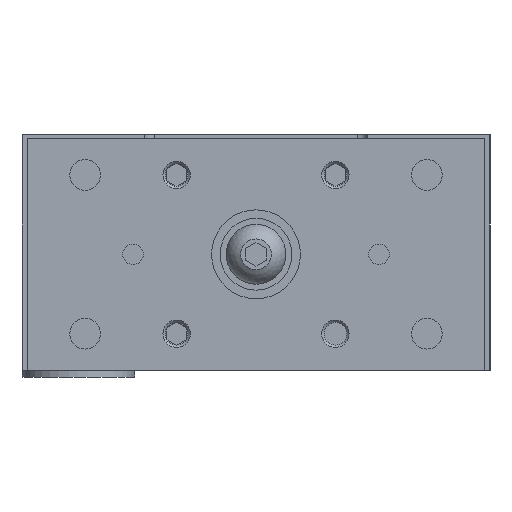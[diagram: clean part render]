
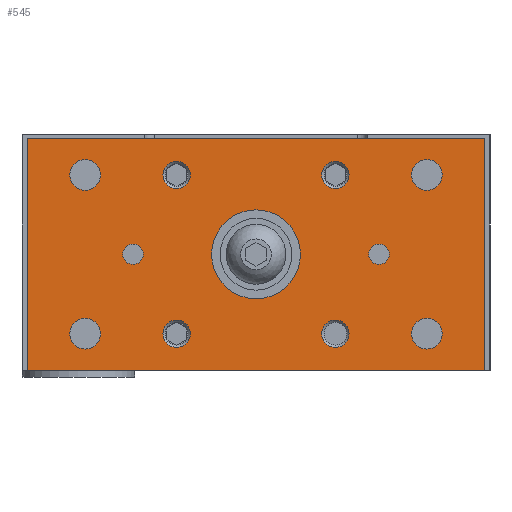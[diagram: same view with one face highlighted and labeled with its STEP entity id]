
A CAD part, left-side view. The second image highlights one B-rep face of the part: STEP entity #545.
In plain terms, the highlighted planar face has unit normal (-1, 0, 0).
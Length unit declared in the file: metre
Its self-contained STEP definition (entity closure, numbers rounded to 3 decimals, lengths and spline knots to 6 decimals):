
#545 = ADVANCED_FACE( '', ( #1438, #1439, #1440, #1441, #1442, #1443, #1444, #1445, #1446, #1447, #1448, #1449 ), #1450, .T. );
#1438 = FACE_OUTER_BOUND( '', #2905, .T. );
#1439 = FACE_BOUND( '', #2906, .T. );
#1440 = FACE_BOUND( '', #2907, .T. );
#1441 = FACE_BOUND( '', #2908, .T. );
#1442 = FACE_BOUND( '', #2909, .T. );
#1443 = FACE_BOUND( '', #2910, .T. );
#1444 = FACE_BOUND( '', #2911, .T. );
#1445 = FACE_BOUND( '', #2912, .T. );
#1446 = FACE_BOUND( '', #2913, .T. );
#1447 = FACE_BOUND( '', #2914, .T. );
#1448 = FACE_BOUND( '', #2915, .T. );
#1449 = FACE_BOUND( '', #2916, .T. );
#1450 = PLANE( '', #2917 );
#2905 = EDGE_LOOP( '', ( #4603, #4604, #4605, #4606 ) );
#2906 = EDGE_LOOP( '', ( #4607 ) );
#2907 = EDGE_LOOP( '', ( #4608 ) );
#2908 = EDGE_LOOP( '', ( #4609 ) );
#2909 = EDGE_LOOP( '', ( #4610 ) );
#2910 = EDGE_LOOP( '', ( #4611 ) );
#2911 = EDGE_LOOP( '', ( #4612 ) );
#2912 = EDGE_LOOP( '', ( #4613 ) );
#2913 = EDGE_LOOP( '', ( #4614 ) );
#2914 = EDGE_LOOP( '', ( #4615 ) );
#2915 = EDGE_LOOP( '', ( #4616 ) );
#2916 = EDGE_LOOP( '', ( #4617 ) );
#2917 = AXIS2_PLACEMENT_3D( '', #4618, #4619, #4620 );
#4603 = ORIENTED_EDGE( '', *, *, #7220, .T. );
#4604 = ORIENTED_EDGE( '', *, *, #7221, .T. );
#4605 = ORIENTED_EDGE( '', *, *, #7222, .T. );
#4606 = ORIENTED_EDGE( '', *, *, #7223, .T. );
#4607 = ORIENTED_EDGE( '', *, *, #7224, .T. );
#4608 = ORIENTED_EDGE( '', *, *, #7225, .F. );
#4609 = ORIENTED_EDGE( '', *, *, #7226, .F. );
#4610 = ORIENTED_EDGE( '', *, *, #7178, .T. );
#4611 = ORIENTED_EDGE( '', *, *, #7115, .T. );
#4612 = ORIENTED_EDGE( '', *, *, #7227, .F. );
#4613 = ORIENTED_EDGE( '', *, *, #7217, .T. );
#4614 = ORIENTED_EDGE( '', *, *, #7228, .F. );
#4615 = ORIENTED_EDGE( '', *, *, #7229, .F. );
#4616 = ORIENTED_EDGE( '', *, *, #7230, .T. );
#4617 = ORIENTED_EDGE( '', *, *, #7231, .T. );
#4618 = CARTESIAN_POINT( '', ( -0.027, -0.067, -0.001 ) );
#4619 = DIRECTION( '', ( -1., 0., 0. ) );
#4620 = DIRECTION( '', ( 0., 0., 1. ) );
#7115 = EDGE_CURVE( '', #8262, #8262, #8263, .T. );
#7178 = EDGE_CURVE( '', #8368, #8368, #8369, .T. );
#7217 = EDGE_CURVE( '', #8432, #8432, #8433, .T. );
#7220 = EDGE_CURVE( '', #8437, #8438, #8439, .T. );
#7221 = EDGE_CURVE( '', #8438, #8440, #8441, .T. );
#7222 = EDGE_CURVE( '', #8440, #8442, #8443, .T. );
#7223 = EDGE_CURVE( '', #8442, #8437, #8444, .T. );
#7224 = EDGE_CURVE( '', #8445, #8445, #8446, .T. );
#7225 = EDGE_CURVE( '', #8447, #8447, #8448, .T. );
#7226 = EDGE_CURVE( '', #8449, #8449, #8450, .T. );
#7227 = EDGE_CURVE( '', #8451, #8451, #8452, .T. );
#7228 = EDGE_CURVE( '', #8453, #8453, #8454, .T. );
#7229 = EDGE_CURVE( '', #8455, #8455, #8456, .T. );
#7230 = EDGE_CURVE( '', #8457, #8457, #8458, .T. );
#7231 = EDGE_CURVE( '', #8459, #8459, #8460, .T. );
#8262 = VERTEX_POINT( '', #9921 );
#8263 = CIRCLE( '', #9922, 0.003 );
#8368 = VERTEX_POINT( '', #10052 );
#8369 = CIRCLE( '', #10053, 0.0045 );
#8432 = VERTEX_POINT( '', #10182 );
#8433 = CIRCLE( '', #10183, 0.004 );
#8437 = VERTEX_POINT( '', #10187 );
#8438 = VERTEX_POINT( '', #10188 );
#8439 = LINE( '', #10189, #10190 );
#8440 = VERTEX_POINT( '', #10191 );
#8441 = LINE( '', #10192, #10193 );
#8442 = VERTEX_POINT( '', #10194 );
#8443 = LINE( '', #10195, #10196 );
#8444 = LINE( '', #10197, #10198 );
#8445 = VERTEX_POINT( '', #10199 );
#8446 = CIRCLE( '', #10200, 0.0045 );
#8447 = VERTEX_POINT( '', #10201 );
#8448 = CIRCLE( '', #10202, 0.0045 );
#8449 = VERTEX_POINT( '', #10203 );
#8450 = CIRCLE( '', #10204, 0.0045 );
#8451 = VERTEX_POINT( '', #10205 );
#8452 = CIRCLE( '', #10206, 0.003 );
#8453 = VERTEX_POINT( '', #10207 );
#8454 = CIRCLE( '', #10208, 0.004 );
#8455 = VERTEX_POINT( '', #10209 );
#8456 = CIRCLE( '', #10210, 0.004 );
#8457 = VERTEX_POINT( '', #10211 );
#8458 = CIRCLE( '', #10212, 0.004 );
#8459 = VERTEX_POINT( '', #10213 );
#8460 = CIRCLE( '', #10214, 0.013 );
#9921 = CARTESIAN_POINT( '', ( -0.027, 0.039, -0.035 ) );
#9922 = AXIS2_PLACEMENT_3D( '', #12227, #12228, #12229 );
#10052 = CARTESIAN_POINT( '', ( -0.027, -0.0455, -0.05825 ) );
#10053 = AXIS2_PLACEMENT_3D( '', #12321, #12322, #12323 );
#10182 = CARTESIAN_POINT( '', ( -0.027, 0.02725, -0.01175 ) );
#10183 = AXIS2_PLACEMENT_3D( '', #12376, #12377, #12378 );
#10187 = CARTESIAN_POINT( '', ( -0.027, -0.067, -0.069 ) );
#10188 = CARTESIAN_POINT( '', ( -0.027, -0.067, -0.001 ) );
#10189 = CARTESIAN_POINT( '', ( -0.027, -0.067, -0.069 ) );
#10190 = VECTOR( '', #12382, 1. );
#10191 = CARTESIAN_POINT( '', ( -0.027, 0.067, -0.001 ) );
#10192 = CARTESIAN_POINT( '', ( -0.027, -0.067, -0.001 ) );
#10193 = VECTOR( '', #12383, 1. );
#10194 = CARTESIAN_POINT( '', ( -0.027, 0.067, -0.069 ) );
#10195 = CARTESIAN_POINT( '', ( -0.027, 0.067, -0.001 ) );
#10196 = VECTOR( '', #12384, 1. );
#10197 = CARTESIAN_POINT( '', ( -0.027, 0.067, -0.069 ) );
#10198 = VECTOR( '', #12385, 1. );
#10199 = CARTESIAN_POINT( '', ( -0.027, 0.0455, -0.01175 ) );
#10200 = AXIS2_PLACEMENT_3D( '', #12386, #12387, #12388 );
#10201 = CARTESIAN_POINT( '', ( -0.027, -0.0455, -0.01175 ) );
#10202 = AXIS2_PLACEMENT_3D( '', #12389, #12390, #12391 );
#10203 = CARTESIAN_POINT( '', ( -0.027, 0.0455, -0.05825 ) );
#10204 = AXIS2_PLACEMENT_3D( '', #12392, #12393, #12394 );
#10205 = CARTESIAN_POINT( '', ( -0.027, -0.039, -0.035 ) );
#10206 = AXIS2_PLACEMENT_3D( '', #12395, #12396, #12397 );
#10207 = CARTESIAN_POINT( '', ( -0.027, -0.02725, -0.01175 ) );
#10208 = AXIS2_PLACEMENT_3D( '', #12398, #12399, #12400 );
#10209 = CARTESIAN_POINT( '', ( -0.027, 0.02725, -0.05825 ) );
#10210 = AXIS2_PLACEMENT_3D( '', #12401, #12402, #12403 );
#10211 = CARTESIAN_POINT( '', ( -0.027, -0.02725, -0.05825 ) );
#10212 = AXIS2_PLACEMENT_3D( '', #12404, #12405, #12406 );
#10213 = CARTESIAN_POINT( '', ( -0.027, 0.013, -0.035 ) );
#10214 = AXIS2_PLACEMENT_3D( '', #12407, #12408, #12409 );
#12227 = CARTESIAN_POINT( '', ( -0.027, 0.036, -0.035 ) );
#12228 = DIRECTION( '', ( 1., 0., 0. ) );
#12229 = DIRECTION( '', ( 0., 1., 0. ) );
#12321 = CARTESIAN_POINT( '', ( -0.027, -0.05, -0.05825 ) );
#12322 = DIRECTION( '', ( 1., 0., 0. ) );
#12323 = DIRECTION( '', ( 0., 1., 0. ) );
#12376 = CARTESIAN_POINT( '', ( -0.027, 0.02325, -0.01175 ) );
#12377 = DIRECTION( '', ( 1., 0., 0. ) );
#12378 = DIRECTION( '', ( 0., 1., 0. ) );
#12382 = DIRECTION( '', ( 0., 0., 1. ) );
#12383 = DIRECTION( '', ( 0., 1., 0. ) );
#12384 = DIRECTION( '', ( 0., 0., -1. ) );
#12385 = DIRECTION( '', ( 0., -1., 0. ) );
#12386 = CARTESIAN_POINT( '', ( -0.027, 0.05, -0.01175 ) );
#12387 = DIRECTION( '', ( 1., 0., 0. ) );
#12388 = DIRECTION( '', ( 0., -1., 0. ) );
#12389 = CARTESIAN_POINT( '', ( -0.027, -0.05, -0.01175 ) );
#12390 = DIRECTION( '', ( -1., 0., 0. ) );
#12391 = DIRECTION( '', ( 0., 1., 0. ) );
#12392 = CARTESIAN_POINT( '', ( -0.027, 0.05, -0.05825 ) );
#12393 = DIRECTION( '', ( -1., 0., 0. ) );
#12394 = DIRECTION( '', ( 0., -1., 0. ) );
#12395 = CARTESIAN_POINT( '', ( -0.027, -0.036, -0.035 ) );
#12396 = DIRECTION( '', ( -1., 0., 0. ) );
#12397 = DIRECTION( '', ( 0., -1., 0. ) );
#12398 = CARTESIAN_POINT( '', ( -0.027, -0.02325, -0.01175 ) );
#12399 = DIRECTION( '', ( -1., 0., 0. ) );
#12400 = DIRECTION( '', ( 0., -1., 0. ) );
#12401 = CARTESIAN_POINT( '', ( -0.027, 0.02325, -0.05825 ) );
#12402 = DIRECTION( '', ( -1., 0., 0. ) );
#12403 = DIRECTION( '', ( 0., 1., 0. ) );
#12404 = CARTESIAN_POINT( '', ( -0.027, -0.02325, -0.05825 ) );
#12405 = DIRECTION( '', ( 1., 0., 0. ) );
#12406 = DIRECTION( '', ( 0., -1., 0. ) );
#12407 = CARTESIAN_POINT( '', ( -0.027, 0., -0.035 ) );
#12408 = DIRECTION( '', ( 1., 0., 0. ) );
#12409 = DIRECTION( '', ( 0., 1., 0. ) );
